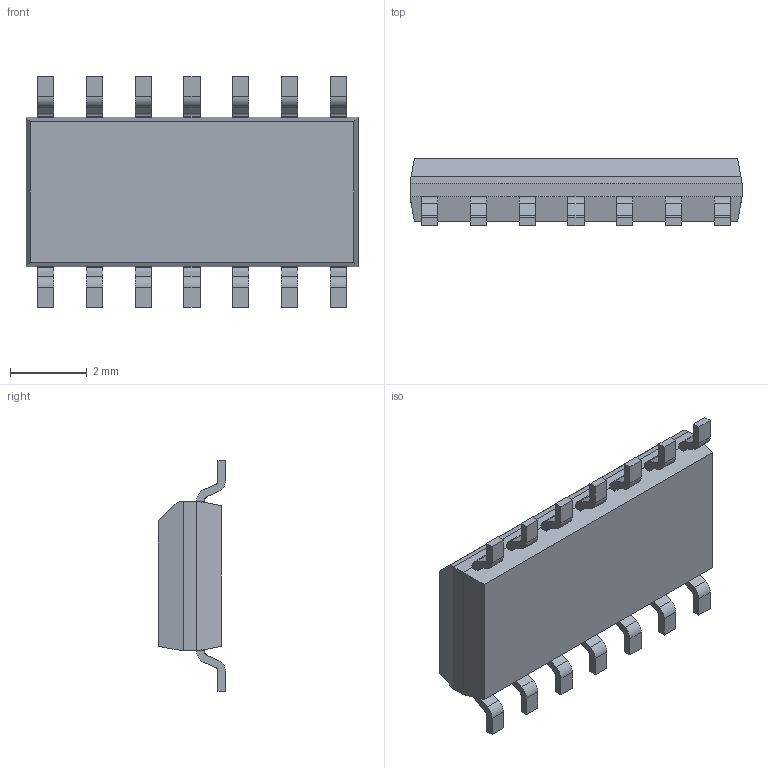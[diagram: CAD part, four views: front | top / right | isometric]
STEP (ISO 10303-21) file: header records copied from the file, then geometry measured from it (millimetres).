
FILE_DESCRIPTION (( 'STEP AP214' ), '1' );
FILE_NAME ( 'SOIC14P127_865X600X175L83X42.step', '2019-11-15T19:55:44', ( '' ), ( '' ), 'Part was generated with the free Library Expert Lite available at www.PCBLibraries.com. Removing line will violate the End User License Agreement.', '©2017 PCB Libraries, Inc.', '' );
FILE_SCHEMA (( 'AUTOMOTIVE_DESIGN' ));
Length unit declared in the file: millimetre
Products named in the file (1): SOIC14P127_865X600X175L83X42
Bounding box: 8.65 x 1.75 x 6 mm (x, y, z)
Volume: 54.6 mm3; surface area: 126.9 mm2
Topology: 15 solids, 15 shells, 211 faces, 535 edges, 354 vertices
Faces by surface type: plane 155, cylinder 56
Entity records: 7101 total; most frequent: CARTESIAN_POINT 1101, DIRECTION 1071, ORIENTED_EDGE 1070, EDGE_CURVE 535, VECTOR 423, LINE 423, VERTEX_POINT 354, AXIS2_PLACEMENT_3D 324
